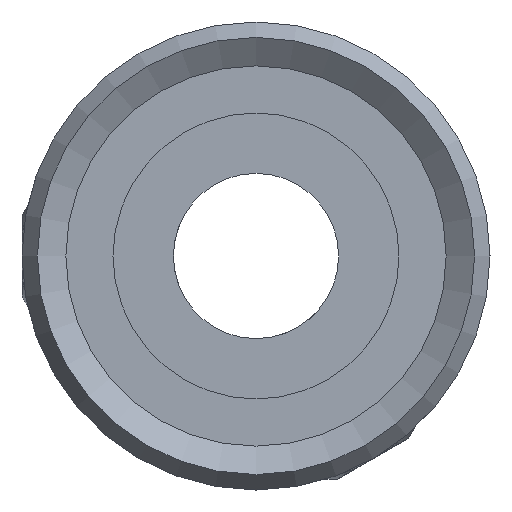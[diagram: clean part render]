
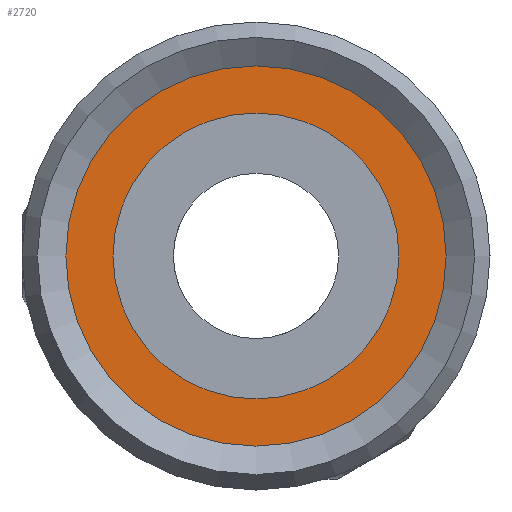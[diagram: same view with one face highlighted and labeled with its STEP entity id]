
A CAD part, left-side view. The second image highlights one B-rep face of the part: STEP entity #2720.
In plain terms, the highlighted planar face has unit normal (-1, 0, 0).
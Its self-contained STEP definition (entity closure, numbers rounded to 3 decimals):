
#51=PLANE('',#3172);
#693=ORIENTED_EDGE('',*,*,#1507,.T.);
#694=ORIENTED_EDGE('',*,*,#1506,.F.);
#1506=EDGE_CURVE('',#1901,#1901,#2184,.T.);
#1507=EDGE_CURVE('',#1902,#1902,#2185,.T.);
#1901=VERTEX_POINT('',#4982);
#1902=VERTEX_POINT('',#4985);
#2184=CIRCLE('',#3171,7.312);
#2185=CIRCLE('',#3173,5.5);
#2236=EDGE_LOOP('',(#693));
#2237=EDGE_LOOP('',(#694));
#2418=FACE_BOUND('',#2236,.T.);
#2419=FACE_BOUND('',#2237,.T.);
#2720=ADVANCED_FACE('',(#2418,#2419),#51,.T.);
#3171=AXIS2_PLACEMENT_3D('',#4981,#3936,#3937);
#3172=AXIS2_PLACEMENT_3D('',#4983,#3938,#3939);
#3173=AXIS2_PLACEMENT_3D('',#4984,#3940,#3941);
#3936=DIRECTION('',(1.,0.,0.));
#3937=DIRECTION('',(0.,0.,-1.));
#3938=DIRECTION('',(-1.,0.,0.));
#3939=DIRECTION('',(0.,0.,1.));
#3940=DIRECTION('',(1.,0.,0.));
#3941=DIRECTION('',(0.,0.,-1.));
#4981=CARTESIAN_POINT('',(1.,0.,0.));
#4982=CARTESIAN_POINT('',(1.,0.,-7.312));
#4983=CARTESIAN_POINT('',(1.,7.312,0.));
#4984=CARTESIAN_POINT('',(1.,0.,0.));
#4985=CARTESIAN_POINT('',(1.,0.,-5.5));
